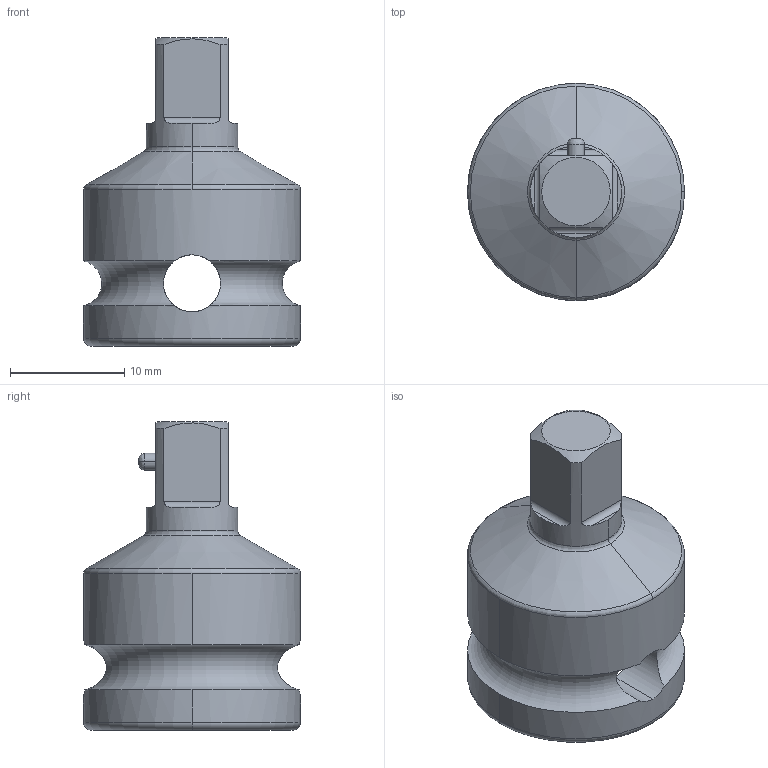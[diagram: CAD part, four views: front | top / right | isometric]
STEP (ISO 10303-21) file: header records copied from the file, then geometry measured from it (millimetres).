
FILE_DESCRIPTION((''),'2;1');
FILE_NAME('4027123530','2023-08-22T12:08:43',('A00565553'),(''),'CREO PARAMETRIC BY PTC INC, 2022414','CREO PARAMETRIC BY PTC INC, 2022414','');
FILE_SCHEMA(('CONFIG_CONTROL_DESIGN','GEOMETRIC_VALIDATION_PROPERTIES_MIM'));
Length unit declared in the file: millimetre
Products named in the file (1): 4027123530
Bounding box: 19 x 19 x 27 mm (x, y, z)
Volume: 3319.1 mm3; surface area: 2274.3 mm2
Topology: 2 solids, 2 shells, 72 faces, 181 edges, 114 vertices
Faces by surface type: cylinder 25, plane 25, cone 10, torus 8, bspline 4
Entity records: 3685 total; most frequent: CARTESIAN_POINT 1265, ORIENTED_EDGE 362, DIRECTION 344, PRESENTATION_STYLE_ASSIGNMENT 191, STYLED_ITEM 183, CURVE_STYLE 181, EDGE_CURVE 181, AXIS2_PLACEMENT_3D 142
